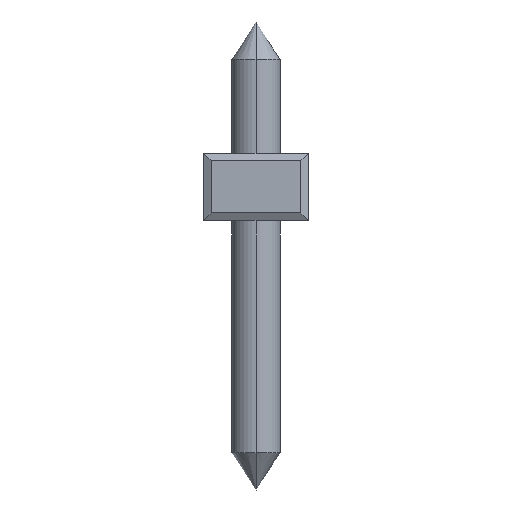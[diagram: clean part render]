
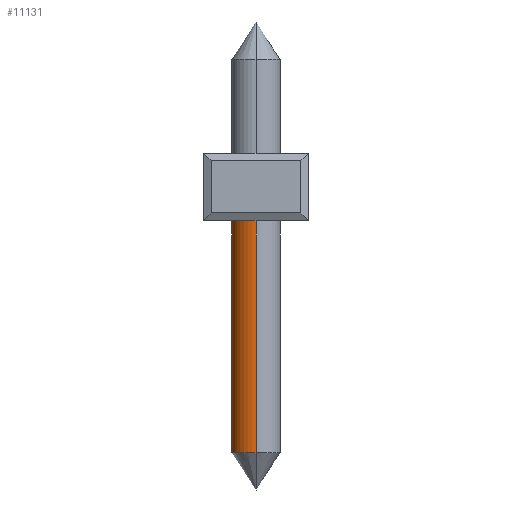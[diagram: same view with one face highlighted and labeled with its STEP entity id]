
A CAD part, front view. The second image highlights one B-rep face of the part: STEP entity #11131.
In plain terms, the highlighted cylindrical face has radius 0.65 mm (diameter 1.3 mm), a partial arc.
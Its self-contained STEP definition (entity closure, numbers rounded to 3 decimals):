
#2949=CARTESIAN_POINT('',(1.4,-102.5,0.2));
#2950=DIRECTION('',(0.,0.,1.));
#2951=DIRECTION('',(0.,1.,0.));
#2952=AXIS2_PLACEMENT_3D('',#2949,#2950,#2951);
#2959=CARTESIAN_POINT('',(1.4,-102.5,-6.2));
#2960=DIRECTION('',(0.,0.,1.));
#2961=DIRECTION('',(0.,1.,0.));
#2962=AXIS2_PLACEMENT_3D('',#2959,#2960,#2961);
#2964=DIRECTION('',(0.,0.,1.));
#2965=VECTOR('',#2964,6.4);
#2966=CARTESIAN_POINT('',(1.4,-101.85,-6.2));
#2967=LINE('',#2966,#2965);
#2973=DIRECTION('',(0.,0.,1.));
#2974=VECTOR('',#2973,6.4);
#2975=CARTESIAN_POINT('',(1.4,-103.15,-6.2));
#2976=LINE('',#2975,#2974);
#7994=CARTESIAN_POINT('',(1.4,-101.85,-6.2));
#7996=VERTEX_POINT('',#7994);
#8001=CARTESIAN_POINT('',(1.4,-103.15,-6.2));
#8002=VERTEX_POINT('',#8001);
#8005=CARTESIAN_POINT('',(1.4,-101.85,0.2));
#8006=CARTESIAN_POINT('',(1.4,-103.15,0.2));
#8007=VERTEX_POINT('',#8005);
#8008=VERTEX_POINT('',#8006);
#11117=CARTESIAN_POINT('',(1.4,-102.5,-7.825));
#11118=DIRECTION('',(0.,0.,1.));
#11119=DIRECTION('',(0.,1.,0.));
#11120=AXIS2_PLACEMENT_3D('',#11117,#11118,#11119);
#11121=CYLINDRICAL_SURFACE('',#11120,0.65);
#11122=ORIENTED_EDGE('',*,*,#11098,.T.);
#11124=ORIENTED_EDGE('',*,*,#11123,.F.);
#11126=ORIENTED_EDGE('',*,*,#11125,.F.);
#11128=ORIENTED_EDGE('',*,*,#11127,.T.);
#11129=EDGE_LOOP('',(#11122,#11124,#11126,#11128));
#11130=FACE_OUTER_BOUND('',#11129,.F.);
#11131=ADVANCED_FACE('',(#11130),#11121,.T.);
#2953=CIRCLE('',#2952,0.65);
#2963=CIRCLE('',#2962,0.65);
#11098=EDGE_CURVE('',#8007,#8008,#2953,.T.);
#11123=EDGE_CURVE('',#8002,#8008,#2976,.T.);
#11125=EDGE_CURVE('',#7996,#8002,#2963,.T.);
#11127=EDGE_CURVE('',#7996,#8007,#2967,.T.);
